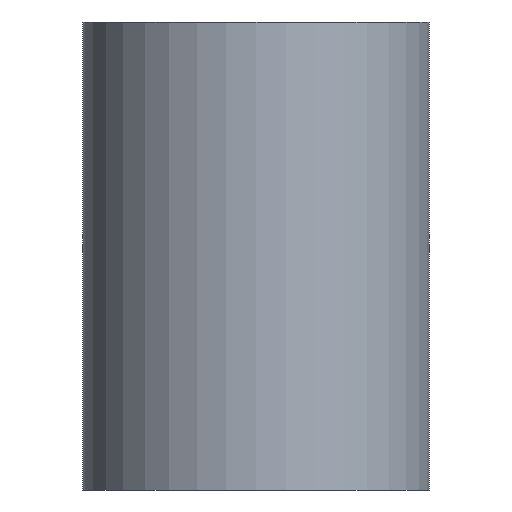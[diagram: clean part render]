
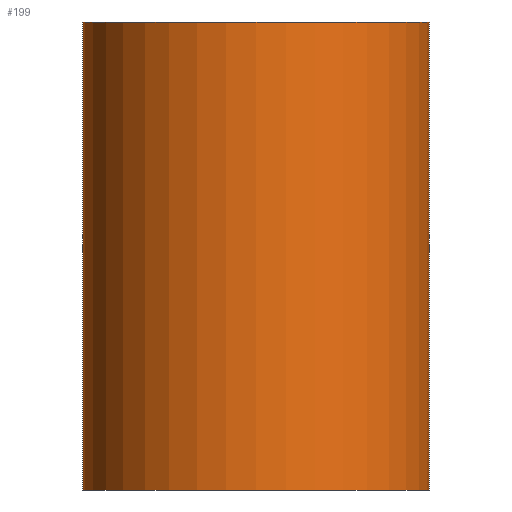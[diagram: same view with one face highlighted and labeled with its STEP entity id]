
A CAD part, front view. The second image highlights one B-rep face of the part: STEP entity #199.
In plain terms, the highlighted cylindrical face has radius 9.25 mm (diameter 18.5 mm), a partial arc.
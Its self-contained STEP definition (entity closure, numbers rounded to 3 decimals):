
#24 = EDGE_CURVE ( 'NONE', #29, #25, #50, .T. ) ;
#25 = VERTEX_POINT ( 'NONE', #46 ) ;
#28 = VERTEX_POINT ( 'NONE', #173 ) ;
#29 = VERTEX_POINT ( 'NONE', #172 ) ;
#46 = CARTESIAN_POINT ( 'NONE',  ( -9.25, 0., 0. ) ) ;
#47 = DIRECTION ( 'NONE',  ( 0., 0., 1. ) ) ;
#48 = VECTOR ( 'NONE', #47, 1000. ) ;
#49 = CARTESIAN_POINT ( 'NONE',  ( -9.25, 0., 0. ) ) ;
#50 = LINE ( 'NONE', #49, #48 ) ;
#76 = DIRECTION ( 'NONE',  ( 1., 0., 0. ) ) ;
#77 = DIRECTION ( 'NONE',  ( 0., 0., 1. ) ) ;
#78 = CARTESIAN_POINT ( 'NONE',  ( 0., 0., 0. ) ) ;
#79 = AXIS2_PLACEMENT_3D ( 'NONE', #78, #77, #76 ) ;
#83 = CIRCLE ( 'NONE', #79, 9.25 ) ;
#93 = DIRECTION ( 'NONE',  ( 1., 0., 0. ) ) ;
#94 = DIRECTION ( 'NONE',  ( 0., 0., 1. ) ) ;
#95 = CARTESIAN_POINT ( 'NONE',  ( 0., 0., -25. ) ) ;
#96 = AXIS2_PLACEMENT_3D ( 'NONE', #95, #94, #93 ) ;
#101 = CIRCLE ( 'NONE', #96, 9.25 ) ;
#103 = DIRECTION ( 'NONE',  ( 1., 0., 0. ) ) ;
#104 = DIRECTION ( 'NONE',  ( 0., 0., 1. ) ) ;
#122 = VERTEX_POINT ( 'NONE', #222 ) ;
#124 = EDGE_CURVE ( 'NONE', #28, #122, #221, .T. ) ;
#172 = CARTESIAN_POINT ( 'NONE',  ( -9.25, 0., -25. ) ) ;
#173 = CARTESIAN_POINT ( 'NONE',  ( 9.25, 0., -25. ) ) ;
#199 = ADVANCED_FACE ( 'NONE', ( #240 ), #239, .T. ) ;
#200 = EDGE_LOOP ( 'NONE', ( #201, #202, #203, #204 ) ) ;
#201 = ORIENTED_EDGE ( 'NONE', *, *, #24, .F. ) ;
#202 = ORIENTED_EDGE ( 'NONE', *, *, #271, .T. ) ;
#203 = ORIENTED_EDGE ( 'NONE', *, *, #124, .T. ) ;
#204 = ORIENTED_EDGE ( 'NONE', *, *, #280, .F. ) ;
#218 = DIRECTION ( 'NONE',  ( 0., 0., 1. ) ) ;
#219 = VECTOR ( 'NONE', #218, 1000. ) ;
#220 = CARTESIAN_POINT ( 'NONE',  ( 9.25, 0., 0. ) ) ;
#221 = LINE ( 'NONE', #220, #219 ) ;
#222 = CARTESIAN_POINT ( 'NONE',  ( 9.25, 0., 0. ) ) ;
#237 = CARTESIAN_POINT ( 'NONE',  ( 0., 0., 0. ) ) ;
#238 = AXIS2_PLACEMENT_3D ( 'NONE', #237, #104, #103 ) ;
#239 = CYLINDRICAL_SURFACE ( 'NONE', #238, 9.25 ) ;
#240 = FACE_OUTER_BOUND ( 'NONE', #200, .T. ) ;
#271 = EDGE_CURVE ( 'NONE', #29, #28, #101, .T. ) ;
#280 = EDGE_CURVE ( 'NONE', #25, #122, #83, .T. ) ;
